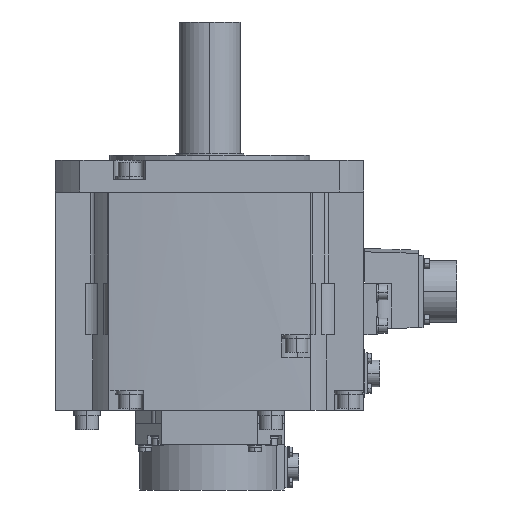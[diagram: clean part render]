
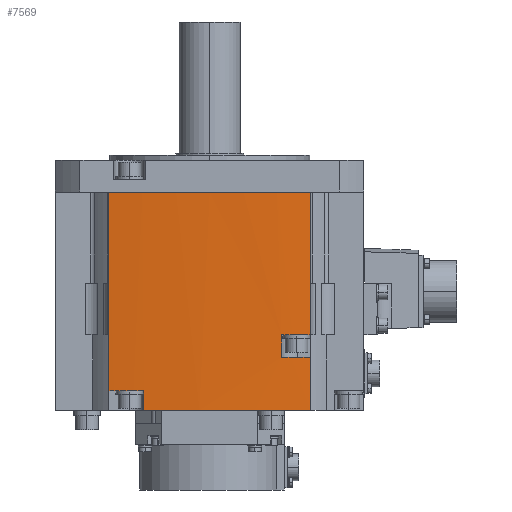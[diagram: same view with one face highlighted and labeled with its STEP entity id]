
A CAD part, left-side view. The second image highlights one B-rep face of the part: STEP entity #7569.
In plain terms, the highlighted cylindrical face has radius 680 mm (diameter 1360 mm), a partial arc.
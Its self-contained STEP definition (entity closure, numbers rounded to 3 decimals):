
#385=CARTESIAN_POINT('',(592.,0.,-99.5));
#386=DIRECTION('',(0.,0.,1.));
#387=DIRECTION('',(-0.997,-0.078,0.));
#388=AXIS2_PLACEMENT_3D('',#385,#386,#387);
#417=CARTESIAN_POINT('',(592.,0.,-99.5));
#418=DIRECTION('',(0.,0.,1.));
#419=DIRECTION('',(-0.998,-0.06,0.));
#420=AXIS2_PLACEMENT_3D('',#417,#418,#419);
#541=DIRECTION('',(0.,0.,-1.));
#542=VECTOR('',#541,113.5);
#543=CARTESIAN_POINT('',(-85.565,57.5,-18.));
#544=LINE('',#543,#542);
#565=CARTESIAN_POINT('',(592.,0.,-131.5));
#566=DIRECTION('',(0.,0.,-1.));
#567=DIRECTION('',(-0.998,0.064,0.));
#568=AXIS2_PLACEMENT_3D('',#565,#566,#567);
#570=CARTESIAN_POINT('',(592.,0.,-99.5));
#571=DIRECTION('',(0.,0.,-1.));
#572=DIRECTION('',(-0.997,-0.078,0.));
#573=AXIS2_PLACEMENT_3D('',#570,#571,#572);
#575=DIRECTION('',(0.,0.,1.));
#576=VECTOR('',#575,11.);
#577=CARTESIAN_POINT('',(-86.965,37.5,-142.5));
#578=LINE('',#577,#576);
#594=CARTESIAN_POINT('',(592.,0.,-131.5));
#595=DIRECTION('',(0.,0.,1.));
#596=DIRECTION('',(-0.998,0.064,0.));
#597=AXIS2_PLACEMENT_3D('',#594,#595,#596);
#604=CARTESIAN_POINT('',(592.,0.,-131.5));
#605=DIRECTION('',(0.,0.,1.));
#606=DIRECTION('',(-0.996,0.085,0.));
#607=AXIS2_PLACEMENT_3D('',#604,#605,#606);
#641=CARTESIAN_POINT('',(592.,0.,-142.5));
#642=DIRECTION('',(0.,0.,1.));
#643=DIRECTION('',(-0.998,0.055,0.));
#644=AXIS2_PLACEMENT_3D('',#641,#642,#643);
#871=DIRECTION('',(0.,0.,1.));
#872=VECTOR('',#871,30.25);
#873=CARTESIAN_POINT('',(-85.565,-57.5,-142.5));
#874=LINE('',#873,#872);
#2706=CARTESIAN_POINT('',(592.,0.,-18.));
#2707=DIRECTION('',(0.,0.,-1.));
#2708=DIRECTION('',(-0.996,-0.085,0.));
#2709=AXIS2_PLACEMENT_3D('',#2706,#2707,#2708);
#2749=DIRECTION('',(0.,0.,1.));
#2750=VECTOR('',#2749,81.5);
#2751=CARTESIAN_POINT('',(-85.565,-57.5,-99.5));
#2752=LINE('',#2751,#2750);
#2802=CARTESIAN_POINT('',(592.,0.,-18.));
#2803=DIRECTION('',(0.,0.,-1.));
#2804=DIRECTION('',(-1.,0.,0.));
#2805=AXIS2_PLACEMENT_3D('',#2802,#2803,#2804);
#3099=CARTESIAN_POINT('',(592.,0.,-112.25));
#3100=DIRECTION('',(0.,0.,-1.));
#3101=DIRECTION('',(-0.996,-0.085,0.));
#3102=AXIS2_PLACEMENT_3D('',#3099,#3100,#3101);
#3120=DIRECTION('',(0.,0.,1.));
#3121=VECTOR('',#3120,12.75);
#3122=CARTESIAN_POINT('',(-86.763,-41.,-112.25));
#3123=LINE('',#3122,#3121);
#5425=CARTESIAN_POINT('',(-88.,0.,-18.));
#5427=VERTEX_POINT('',#5425);
#5429=CARTESIAN_POINT('',(-85.565,57.5,-18.));
#5430=VERTEX_POINT('',#5429);
#5443=CARTESIAN_POINT('',(-85.565,-57.5,-18.));
#5445=VERTEX_POINT('',#5443);
#5516=CARTESIAN_POINT('',(-85.565,-57.5,-99.5));
#5518=VERTEX_POINT('',#5516);
#5557=CARTESIAN_POINT('',(-86.965,37.5,-142.5));
#5559=VERTEX_POINT('',#5557);
#5617=CARTESIAN_POINT('',(-86.965,37.5,-131.5));
#5618=VERTEX_POINT('',#5617);
#5641=CARTESIAN_POINT('',(-85.565,-57.5,-112.25));
#5642=CARTESIAN_POINT('',(-86.763,-41.,-112.25));
#5643=VERTEX_POINT('',#5641);
#5644=VERTEX_POINT('',#5642);
#5645=CARTESIAN_POINT('',(-85.565,-57.5,-142.5));
#5646=VERTEX_POINT('',#5645);
#5647=CARTESIAN_POINT('',(-85.565,57.5,-131.5));
#5648=VERTEX_POINT('',#5647);
#6700=CARTESIAN_POINT('',(-86.763,-41.,-99.5));
#6702=VERTEX_POINT('',#6700);
#6797=CARTESIAN_POINT('',(-85.945,-52.825,-99.5));
#6798=CARTESIAN_POINT('',(-86.358,-47.23,-99.5));
#6799=VERTEX_POINT('',#6797);
#6800=VERTEX_POINT('',#6798);
#6829=CARTESIAN_POINT('',(-86.607,43.505,-131.5));
#6830=CARTESIAN_POINT('',(-86.234,48.973,-131.5));
#6831=VERTEX_POINT('',#6829);
#6832=VERTEX_POINT('',#6830);
#7535=CARTESIAN_POINT('',(592.,0.,-18.75));
#7536=DIRECTION('',(0.,0.,-1.));
#7537=DIRECTION('',(-0.996,-0.085,0.));
#7538=AXIS2_PLACEMENT_3D('',#7535,#7536,#7537);
#7539=CYLINDRICAL_SURFACE('',#7538,680.);
#7541=ORIENTED_EDGE('',*,*,#7540,.T.);
#7543=ORIENTED_EDGE('',*,*,#7542,.F.);
#7544=ORIENTED_EDGE('',*,*,#7514,.F.);
#7546=ORIENTED_EDGE('',*,*,#7545,.F.);
#7548=ORIENTED_EDGE('',*,*,#7547,.F.);
#7550=ORIENTED_EDGE('',*,*,#7549,.F.);
#7551=ORIENTED_EDGE('',*,*,#7350,.F.);
#7553=ORIENTED_EDGE('',*,*,#7552,.T.);
#7554=ORIENTED_EDGE('',*,*,#7366,.F.);
#7556=ORIENTED_EDGE('',*,*,#7555,.F.);
#7558=ORIENTED_EDGE('',*,*,#7557,.F.);
#7560=ORIENTED_EDGE('',*,*,#7559,.F.);
#7562=ORIENTED_EDGE('',*,*,#7561,.F.);
#7564=ORIENTED_EDGE('',*,*,#7563,.T.);
#7566=ORIENTED_EDGE('',*,*,#7565,.F.);
#7567=EDGE_LOOP('',(#7541,#7543,#7544,#7546,#7548,#7550,#7551,#7553,#7554,#7556,
#7558,#7560,#7562,#7564,#7566));
#7568=FACE_OUTER_BOUND('',#7567,.F.);
#7569=ADVANCED_FACE('',(#7568),#7539,.T.);
#389=CIRCLE('',#388,680.);
#421=CIRCLE('',#420,680.);
#569=CIRCLE('',#568,680.);
#574=CIRCLE('',#573,680.);
#598=CIRCLE('',#597,680.);
#608=CIRCLE('',#607,680.);
#645=CIRCLE('',#644,680.);
#2710=CIRCLE('',#2709,680.);
#2806=CIRCLE('',#2805,680.);
#3103=CIRCLE('',#3102,680.);
#7350=EDGE_CURVE('',#6799,#5518,#389,.T.);
#7366=EDGE_CURVE('',#6702,#6800,#421,.T.);
#7514=EDGE_CURVE('',#5430,#5648,#544,.T.);
#7540=EDGE_CURVE('',#6831,#6832,#569,.T.);
#7542=EDGE_CURVE('',#5648,#6832,#608,.T.);
#7545=EDGE_CURVE('',#5427,#5430,#2806,.T.);
#7547=EDGE_CURVE('',#5445,#5427,#2710,.T.);
#7549=EDGE_CURVE('',#5518,#5445,#2752,.T.);
#7552=EDGE_CURVE('',#6799,#6800,#574,.T.);
#7555=EDGE_CURVE('',#5644,#6702,#3123,.T.);
#7557=EDGE_CURVE('',#5643,#5644,#3103,.T.);
#7559=EDGE_CURVE('',#5646,#5643,#874,.T.);
#7561=EDGE_CURVE('',#5559,#5646,#645,.T.);
#7563=EDGE_CURVE('',#5559,#5618,#578,.T.);
#7565=EDGE_CURVE('',#6831,#5618,#598,.T.);
